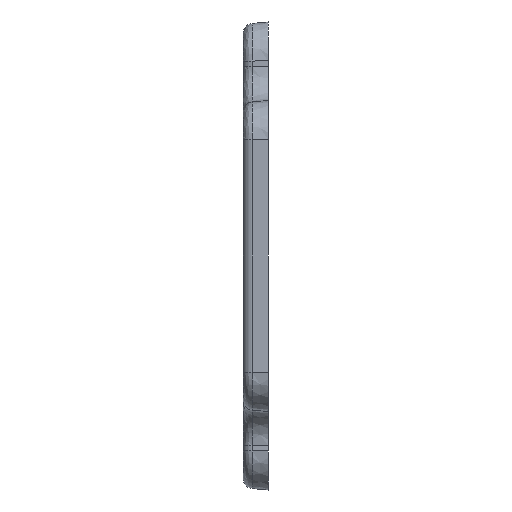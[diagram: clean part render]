
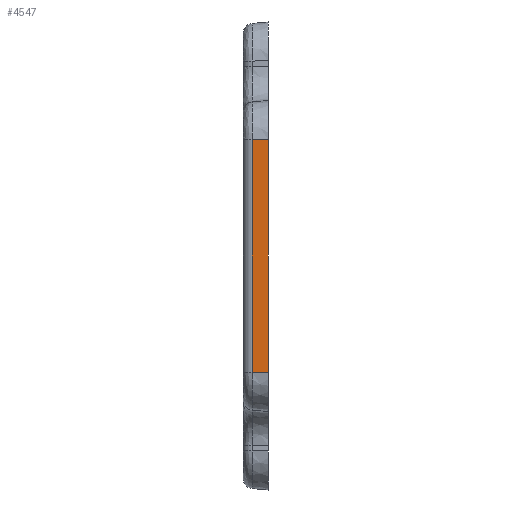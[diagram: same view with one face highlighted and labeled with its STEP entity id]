
A CAD part, left-side view. The second image highlights one B-rep face of the part: STEP entity #4547.
In plain terms, the highlighted planar face has unit normal (-0.996, 0.087, 0).
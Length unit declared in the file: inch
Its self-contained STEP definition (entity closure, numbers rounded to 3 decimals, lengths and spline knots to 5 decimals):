
#51 = VERTEX_POINT ( 'NONE', #1513 ) ;
#535 = CARTESIAN_POINT ( 'NONE',  ( -0.94882, 0., -0.42323 ) ) ;
#762 = CARTESIAN_POINT ( 'NONE',  ( -1719.72217, -19645.66929, 0.42323 ) ) ;
#967 = CARTESIAN_POINT ( 'NONE',  ( -0.94882, 0., 0.42323 ) ) ;
#1016 = CARTESIAN_POINT ( 'NONE',  ( -0.94373, 0.05821, 0.42323 ) ) ;
#1017 = CARTESIAN_POINT ( 'NONE',  ( -0.94882, 0., -0.42323 ) ) ;
#1050 = VECTOR ( 'NONE', #4562, 39.37008 ) ;
#1193 = LINE ( 'NONE', #3108, #1050 ) ;
#1233 = LINE ( 'NONE', #762, #2620 ) ;
#1414 = DIRECTION ( 'NONE',  ( -0.087, -0.996, 0. ) ) ;
#1423 = DIRECTION ( 'NONE',  ( 0., 0., 1. ) ) ;
#1513 = CARTESIAN_POINT ( 'NONE',  ( -0.94373, 0.05821, -0.42323 ) ) ;
#1563 = EDGE_CURVE ( 'NONE', #4342, #51, #1193, .T. ) ;
#1703 = ORIENTED_EDGE ( 'NONE', *, *, #5377, .F. ) ;
#2144 = EDGE_CURVE ( 'NONE', #51, #5210, #2918, .T. ) ;
#2334 = CARTESIAN_POINT ( 'NONE',  ( -0.94882, 0., 0.42323 ) ) ;
#2594 = ORIENTED_EDGE ( 'NONE', *, *, #2144, .T. ) ;
#2620 = VECTOR ( 'NONE', #4097, 39.37008 ) ;
#2856 = CARTESIAN_POINT ( 'NONE',  ( -0.94882, 0., -0.68898 ) ) ;
#2918 = LINE ( 'NONE', #535, #5015 ) ;
#3089 = ORIENTED_EDGE ( 'NONE', *, *, #1563, .T. ) ;
#3108 = CARTESIAN_POINT ( 'NONE',  ( -0.94373, 0.05821, 0.42323 ) ) ;
#3281 = EDGE_CURVE ( 'NONE', #5210, #5921, #3904, .T. ) ;
#3333 = EDGE_LOOP ( 'NONE', ( #2594, #5099, #1703, #3089 ) ) ;
#3904 = LINE ( 'NONE', #2856, #4115 ) ;
#4097 = DIRECTION ( 'NONE',  ( -0.087, -0.996, 0. ) ) ;
#4115 = VECTOR ( 'NONE', #1423, 39.37008 ) ;
#4342 = VERTEX_POINT ( 'NONE', #1016 ) ;
#4547 = ADVANCED_FACE ( 'NONE', ( #5424 ), #5327, .T. ) ;
#4562 = DIRECTION ( 'NONE',  ( 0., 0., -1. ) ) ;
#4953 = DIRECTION ( 'NONE',  ( -0.087, -0.996, 0. ) ) ;
#5015 = VECTOR ( 'NONE', #4953, 39.37008 ) ;
#5099 = ORIENTED_EDGE ( 'NONE', *, *, #3281, .T. ) ;
#5210 = VERTEX_POINT ( 'NONE', #1017 ) ;
#5327 = PLANE ( 'NONE',  #6123 ) ;
#5358 = DIRECTION ( 'NONE',  ( -0.996, 0.087, 0. ) ) ;
#5377 = EDGE_CURVE ( 'NONE', #4342, #5921, #1233, .T. ) ;
#5424 = FACE_OUTER_BOUND ( 'NONE', #3333, .T. ) ;
#5921 = VERTEX_POINT ( 'NONE', #2334 ) ;
#6123 = AXIS2_PLACEMENT_3D ( 'NONE', #967, #5358, #1414 ) ;
